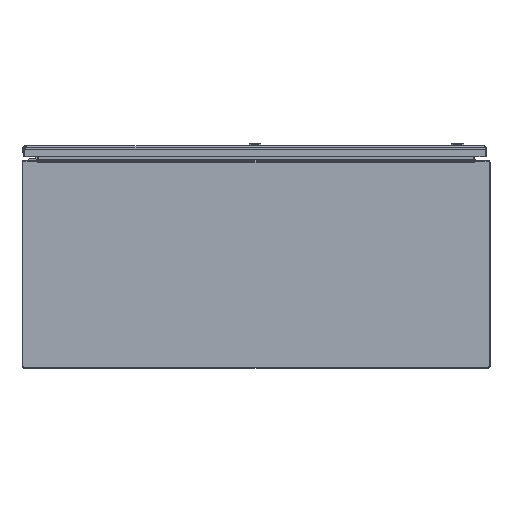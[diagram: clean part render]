
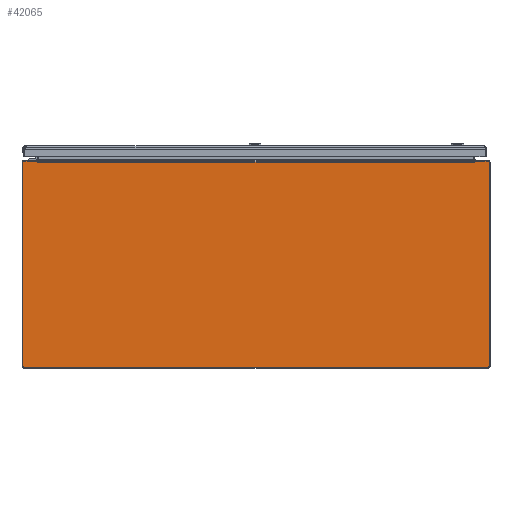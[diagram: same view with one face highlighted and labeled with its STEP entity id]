
A CAD part, front view. The second image highlights one B-rep face of the part: STEP entity #42065.
In plain terms, the highlighted planar face has unit normal (0, -1, 0).
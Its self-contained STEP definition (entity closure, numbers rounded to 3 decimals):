
#1567 = VECTOR ( 'NONE', #20722, 39.37 ) ;
#2172 = VERTEX_POINT ( 'NONE', #141888 ) ;
#4388 = DIRECTION ( 'NONE',  ( 0., 1., 0. ) ) ;
#7421 = DIRECTION ( 'NONE',  ( 0., 0., -1. ) ) ;
#9233 = CARTESIAN_POINT ( 'NONE',  ( 17.857, -30., -7.937 ) ) ;
#13179 = EDGE_CURVE ( 'NONE', #152265, #33685, #54661, .T. ) ;
#17180 = EDGE_CURVE ( 'NONE', #70968, #2172, #163301, .T. ) ;
#20722 = DIRECTION ( 'NONE',  ( -1., 0., 0. ) ) ;
#21202 = VECTOR ( 'NONE', #95817, 39.37 ) ;
#24660 = LINE ( 'NONE', #127350, #55071 ) ;
#26896 = ORIENTED_EDGE ( 'NONE', *, *, #138843, .F. ) ;
#30297 = ORIENTED_EDGE ( 'NONE', *, *, #119043, .F. ) ;
#31270 = EDGE_LOOP ( 'NONE', ( #77680, #196586, #43903, #26896, #190435, #136200, #124622, #168068, #30297, #52965, #43661, #108631, #192268, #84295 ) ) ;
#33685 = VERTEX_POINT ( 'NONE', #9233 ) ;
#38216 = AXIS2_PLACEMENT_3D ( 'NONE', #120817, #40984, #182236 ) ;
#38887 = CARTESIAN_POINT ( 'NONE',  ( 16.798, -30., 7.855 ) ) ;
#40359 = CARTESIAN_POINT ( 'NONE',  ( 0., -30., 0. ) ) ;
#40984 = DIRECTION ( 'NONE',  ( 0., 1., 0. ) ) ;
#41449 = CARTESIAN_POINT ( 'NONE',  ( 0., -30., 7.855 ) ) ;
#42065 = ADVANCED_FACE ( 'NONE', ( #72123 ), #77900, .T. ) ;
#42551 = VERTEX_POINT ( 'NONE', #171546 ) ;
#42614 = VECTOR ( 'NONE', #103895, 39.37 ) ;
#43661 = ORIENTED_EDGE ( 'NONE', *, *, #89666, .T. ) ;
#43903 = ORIENTED_EDGE ( 'NONE', *, *, #17180, .F. ) ;
#49865 = LINE ( 'NONE', #115385, #181504 ) ;
#51304 = AXIS2_PLACEMENT_3D ( 'NONE', #68642, #72663, #133026 ) ;
#52965 = ORIENTED_EDGE ( 'NONE', *, *, #88691, .T. ) ;
#54171 = CARTESIAN_POINT ( 'NONE',  ( -17.857, -30., -7.937 ) ) ;
#54661 = CIRCLE ( 'NONE', #51304, 0.08 ) ;
#55071 = VECTOR ( 'NONE', #131143, 39.37 ) ;
#56187 = AXIS2_PLACEMENT_3D ( 'NONE', #175511, #144791, #82400 ) ;
#57269 = EDGE_CURVE ( 'NONE', #65382, #161557, #164357, .T. ) ;
#58777 = VERTEX_POINT ( 'NONE', #110338 ) ;
#60464 = CARTESIAN_POINT ( 'NONE',  ( 17.857, -30., 7.937 ) ) ;
#62927 = DIRECTION ( 'NONE',  ( 1., 0., 0. ) ) ;
#63073 = CARTESIAN_POINT ( 'NONE',  ( 16.828, -30., 7.937 ) ) ;
#65001 = EDGE_CURVE ( 'NONE', #176395, #163297, #188639, .T. ) ;
#65382 = VERTEX_POINT ( 'NONE', #38887 ) ;
#68642 = CARTESIAN_POINT ( 'NONE',  ( 17.857, -30., -7.857 ) ) ;
#70968 = VERTEX_POINT ( 'NONE', #128033 ) ;
#72123 = FACE_OUTER_BOUND ( 'NONE', #31270, .T. ) ;
#72663 = DIRECTION ( 'NONE',  ( 0., 1., 0. ) ) ;
#76288 = CARTESIAN_POINT ( 'NONE',  ( 0., -30., 7.937 ) ) ;
#77680 = ORIENTED_EDGE ( 'NONE', *, *, #126127, .F. ) ;
#77900 = PLANE ( 'NONE',  #79174 ) ;
#79174 = AXIS2_PLACEMENT_3D ( 'NONE', #40359, #103824, #186369 ) ;
#81671 = LINE ( 'NONE', #83685, #153937 ) ;
#82400 = DIRECTION ( 'NONE',  ( 0., 0., -1. ) ) ;
#83685 = CARTESIAN_POINT ( 'NONE',  ( 17.937, -30., 0. ) ) ;
#84295 = ORIENTED_EDGE ( 'NONE', *, *, #140713, .T. ) ;
#88682 = CARTESIAN_POINT ( 'NONE',  ( -16.798, -30., 7.855 ) ) ;
#88691 = EDGE_CURVE ( 'NONE', #121848, #166387, #154183, .T. ) ;
#89666 = EDGE_CURVE ( 'NONE', #166387, #65382, #49865, .T. ) ;
#95817 = DIRECTION ( 'NONE',  ( -0.174, 0., -0.985 ) ) ;
#96965 = VECTOR ( 'NONE', #106027, 39.37 ) ;
#97529 = CARTESIAN_POINT ( 'NONE',  ( 0., -30., 7.937 ) ) ;
#103824 = DIRECTION ( 'NONE',  ( 0., -1., 0. ) ) ;
#103895 = DIRECTION ( 'NONE',  ( 0., 0., 1. ) ) ;
#105019 = CARTESIAN_POINT ( 'NONE',  ( 0., -30., 7.855 ) ) ;
#106027 = DIRECTION ( 'NONE',  ( -1., 0., 0. ) ) ;
#108631 = ORIENTED_EDGE ( 'NONE', *, *, #57269, .T. ) ;
#110338 = CARTESIAN_POINT ( 'NONE',  ( -16.828, -30., 7.937 ) ) ;
#111725 = CIRCLE ( 'NONE', #56187, 0.08 ) ;
#112864 = LINE ( 'NONE', #97529, #170144 ) ;
#113879 = DIRECTION ( 'NONE',  ( 1., 0., 0. ) ) ;
#114924 = LINE ( 'NONE', #143569, #1567 ) ;
#115385 = CARTESIAN_POINT ( 'NONE',  ( 16.806, -30., 7.855 ) ) ;
#116575 = VERTEX_POINT ( 'NONE', #183293 ) ;
#118203 = CARTESIAN_POINT ( 'NONE',  ( 16.828, -30., 7.937 ) ) ;
#119043 = EDGE_CURVE ( 'NONE', #121848, #176395, #112864, .T. ) ;
#119628 = EDGE_CURVE ( 'NONE', #163297, #152265, #81671, .T. ) ;
#120817 = CARTESIAN_POINT ( 'NONE',  ( -17.857, -30., -7.857 ) ) ;
#121848 = VERTEX_POINT ( 'NONE', #118203 ) ;
#123797 = EDGE_CURVE ( 'NONE', #2172, #116575, #111725, .T. ) ;
#124622 = ORIENTED_EDGE ( 'NONE', *, *, #119628, .F. ) ;
#125179 = CARTESIAN_POINT ( 'NONE',  ( 17.937, -30., 7.857 ) ) ;
#126127 = EDGE_CURVE ( 'NONE', #116575, #58777, #172414, .T. ) ;
#127350 = CARTESIAN_POINT ( 'NONE',  ( -16.814, -30., 7.855 ) ) ;
#128033 = CARTESIAN_POINT ( 'NONE',  ( -17.937, -30., -7.857 ) ) ;
#131143 = DIRECTION ( 'NONE',  ( -0.174, 0., 0.985 ) ) ;
#133026 = DIRECTION ( 'NONE',  ( 0., 0., -1. ) ) ;
#133605 = DIRECTION ( 'NONE',  ( -1., 0., 0. ) ) ;
#134980 = EDGE_CURVE ( 'NONE', #33685, #189642, #114924, .T. ) ;
#136200 = ORIENTED_EDGE ( 'NONE', *, *, #13179, .F. ) ;
#138843 = EDGE_CURVE ( 'NONE', #189642, #70968, #146047, .T. ) ;
#140713 = EDGE_CURVE ( 'NONE', #42551, #58777, #24660, .T. ) ;
#141888 = CARTESIAN_POINT ( 'NONE',  ( -17.937, -30., 7.857 ) ) ;
#143569 = CARTESIAN_POINT ( 'NONE',  ( 0., -30., -7.937 ) ) ;
#144064 = DIRECTION ( 'NONE',  ( 0., 0., -1. ) ) ;
#144791 = DIRECTION ( 'NONE',  ( 0., 1., 0. ) ) ;
#145044 = DIRECTION ( 'NONE',  ( -1., 0., 0. ) ) ;
#146047 = CIRCLE ( 'NONE', #38216, 0.08 ) ;
#151074 = LINE ( 'NONE', #105019, #96965 ) ;
#152265 = VERTEX_POINT ( 'NONE', #200444 ) ;
#153937 = VECTOR ( 'NONE', #144064, 39.37 ) ;
#154183 = LINE ( 'NONE', #63073, #21202 ) ;
#161557 = VERTEX_POINT ( 'NONE', #88682 ) ;
#163297 = VERTEX_POINT ( 'NONE', #125179 ) ;
#163301 = LINE ( 'NONE', #197978, #42614 ) ;
#164329 = CARTESIAN_POINT ( 'NONE',  ( 16.814, -30., 7.855 ) ) ;
#164357 = LINE ( 'NONE', #41449, #197424 ) ;
#166387 = VERTEX_POINT ( 'NONE', #164329 ) ;
#168068 = ORIENTED_EDGE ( 'NONE', *, *, #65001, .F. ) ;
#170144 = VECTOR ( 'NONE', #113879, 39.37 ) ;
#171546 = CARTESIAN_POINT ( 'NONE',  ( -16.814, -30., 7.855 ) ) ;
#171934 = EDGE_CURVE ( 'NONE', #161557, #42551, #151074, .T. ) ;
#172414 = LINE ( 'NONE', #76288, #199551 ) ;
#175511 = CARTESIAN_POINT ( 'NONE',  ( -17.857, -30., 7.857 ) ) ;
#176395 = VERTEX_POINT ( 'NONE', #60464 ) ;
#181504 = VECTOR ( 'NONE', #145044, 39.37 ) ;
#182236 = DIRECTION ( 'NONE',  ( 0., 0., -1. ) ) ;
#183293 = CARTESIAN_POINT ( 'NONE',  ( -17.857, -30., 7.937 ) ) ;
#186369 = DIRECTION ( 'NONE',  ( 0., 0., -1. ) ) ;
#188639 = CIRCLE ( 'NONE', #201601, 0.08 ) ;
#189642 = VERTEX_POINT ( 'NONE', #54171 ) ;
#190435 = ORIENTED_EDGE ( 'NONE', *, *, #134980, .F. ) ;
#192268 = ORIENTED_EDGE ( 'NONE', *, *, #171934, .T. ) ;
#192670 = CARTESIAN_POINT ( 'NONE',  ( 17.857, -30., 7.857 ) ) ;
#196586 = ORIENTED_EDGE ( 'NONE', *, *, #123797, .F. ) ;
#197424 = VECTOR ( 'NONE', #133605, 39.37 ) ;
#197978 = CARTESIAN_POINT ( 'NONE',  ( -17.937, -30., 0. ) ) ;
#199551 = VECTOR ( 'NONE', #62927, 39.37 ) ;
#200444 = CARTESIAN_POINT ( 'NONE',  ( 17.937, -30., -7.857 ) ) ;
#201601 = AXIS2_PLACEMENT_3D ( 'NONE', #192670, #4388, #7421 ) ;
